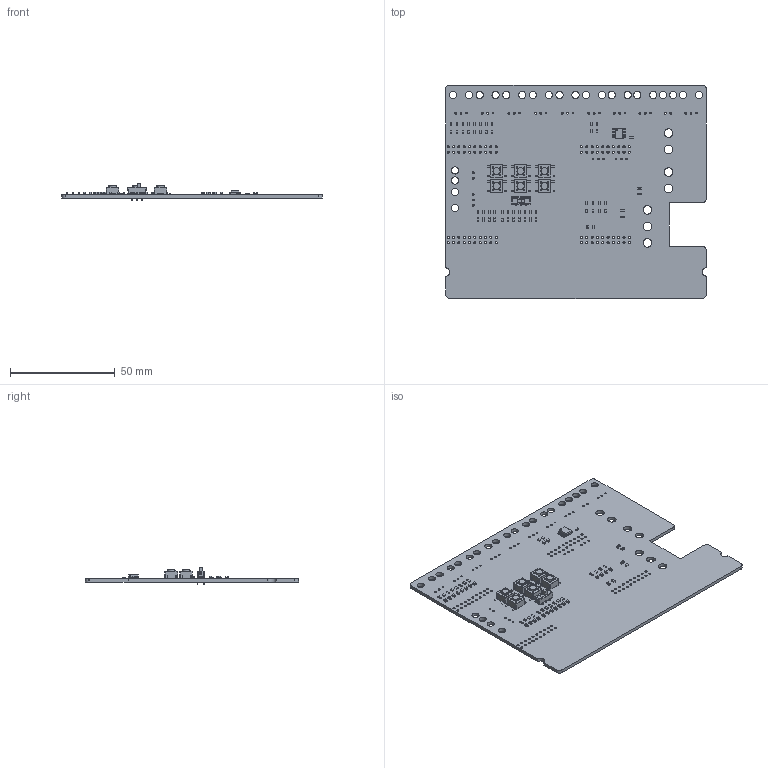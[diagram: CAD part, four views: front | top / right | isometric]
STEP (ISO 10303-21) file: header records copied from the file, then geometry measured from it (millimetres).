
FILE_DESCRIPTION(('KiCad electronic assembly'),'2;1');
FILE_NAME('DriveBoard_2021.step','2020-11-30T15:27:27',('An Author'),( 'A Company'),'Open CASCADE STEP processor 6.9', 'KiCad to STEP converter','Unknown');
FILE_SCHEMA(('AUTOMOTIVE_DESIGN { 1 0 10303 214 1 1 1 1 }'));
Length unit declared in the file: millimetre
Products named in the file (14): Open CASCADE STEP translator 6.9 1; R_0603_1608Metric; SOLID; C_0603_1608Metric; LED_0603_1608Metric; SW_SPST_PTS645; SW_CuK_JS202011CQN_DPDT_Straight; SOIC-8_3.9x4.9mm_P1.27mm; COMPOUND
Assembly tree (72 placements, depth 3):
  Open CASCADE STEP translator 6.9 1
    R_0603_1608Metric  x26
      SOLID
    C_0603_1608Metric  x6
      SOLID
    LED_0603_1608Metric  x25
      SOLID
    SW_SPST_PTS645  x6
      SOLID
    SW_CuK_JS202011CQN_DPDT_Straight
      SOLID
    SOIC-8_3.9x4.9mm_P1.27mm
      SOLID
    COMPOUND
Bounding box: 124.46 x 101.6 x 8.5 mm (x, y, z)
Volume: 19917.7 mm3; surface area: 27356.6 mm2
Topology: 66 solids, 66 shells, 3193 faces, 8421 edges, 5458 vertices
Faces by surface type: plane 2277, cylinder 854, bspline 32, revolution 24, cone 6
Full cylindrical faces by diameter (mm): 0.6 x25, 0.762 x10, 0.889 x6, 0.9 x30, 1 x80, 3.45 x24, 3.5 x6, 4.06 x7
Entity records: 53259 total; most frequent: CARTESIAN_POINT 8868, DIRECTION 7680, LINE 4695, VECTOR 4695, ORIENTED_EDGE 3888, PCURVE 3888, DEFINITIONAL_REPRESENTATION 3888, EDGE_CURVE 1944
